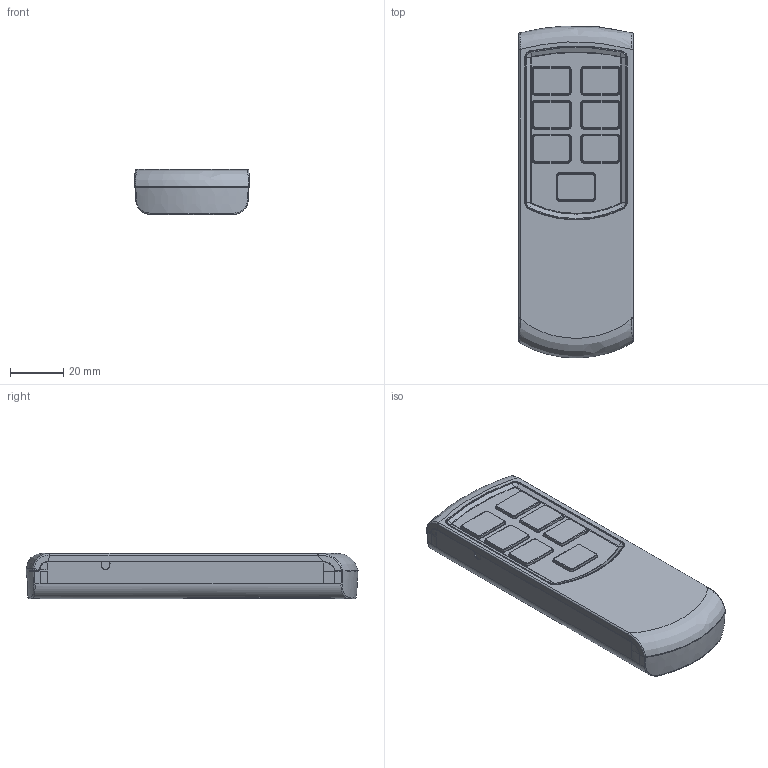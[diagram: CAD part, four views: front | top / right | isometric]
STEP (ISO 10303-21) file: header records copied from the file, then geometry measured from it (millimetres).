
FILE_DESCRIPTION (( 'STEP AP203' ), '1' );
FILE_NAME ('RF-Liteline.STEP', '2017-12-05T10:27:06', ( 'admin' ), ( 'Hewlett-Packard Company' ), 'SwSTEP 2.0', 'SolidWorks 2016', '' );
FILE_SCHEMA (( 'CONFIG_CONTROL_DESIGN' ));
Length unit declared in the file: millimetre
Products named in the file (1): RF-Liteline
Bounding box: 43 x 124.9 x 16.95 mm (x, y, z)
Volume: 83670.3 mm3; surface area: 16547.7 mm2
Topology: 1 solids, 1 shells, 478 faces, 1178 edges, 713 vertices
Faces by surface type: bspline 168, cylinder 139, plane 122, cone 45, torus 4
Entity records: 20026 total; most frequent: CARTESIAN_POINT 9813, ORIENTED_EDGE 2340, DIRECTION 1832, EDGE_CURVE 1170, VERTEX_POINT 713, AXIS2_PLACEMENT_3D 659, VECTOR 514, LINE 514
